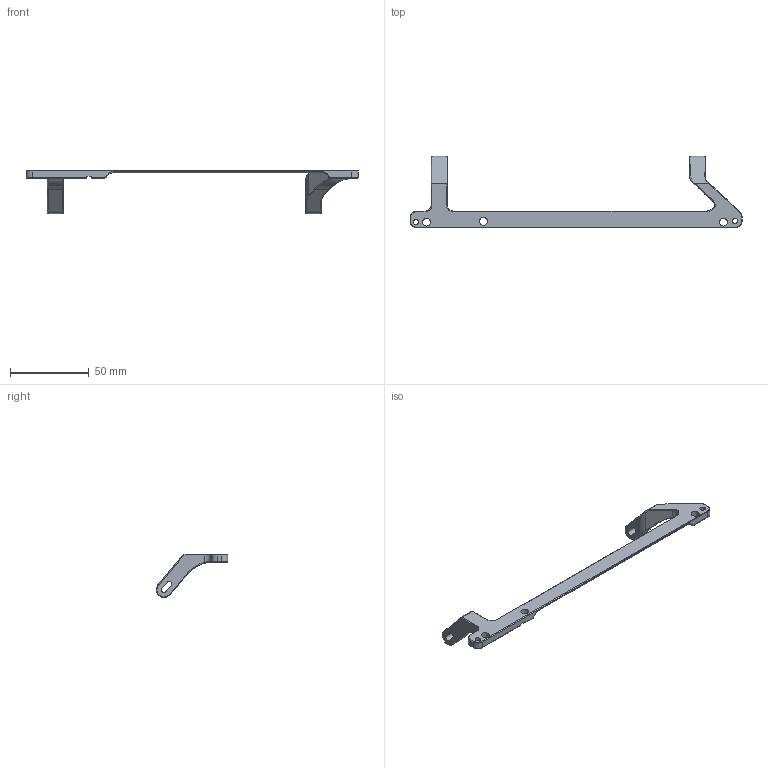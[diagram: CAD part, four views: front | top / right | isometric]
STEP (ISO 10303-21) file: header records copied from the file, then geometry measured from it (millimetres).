
FILE_DESCRIPTION (( 'STEP AP214' ), '1' );
FILE_NAME ('hinge^psu_octopus_spider_and_pi_mount.STEP', '2021-09-04T11:44:38', ( '' ), ( '' ), 'SwSTEP 2.0', 'SolidWorks 2021', '' );
FILE_SCHEMA (( 'AUTOMOTIVE_DESIGN' ));
Length unit declared in the file: millimetre
Products named in the file (1): hinge^psu_octopus_spider_and_pi_mount
Bounding box: 210.25 x 45.4 x 27.45 mm (x, y, z)
Volume: 12554.5 mm3; surface area: 9314 mm2
Topology: 1 solids, 1 shells, 157 faces, 389 edges, 232 vertices
Faces by surface type: cylinder 65, plane 41, bspline 23, torus 17, cone 10, sphere 1
Entity records: 5253 total; most frequent: CARTESIAN_POINT 1613, ORIENTED_EDGE 774, DIRECTION 748, EDGE_CURVE 387, AXIS2_PLACEMENT_3D 289, VERTEX_POINT 232, EDGE_LOOP 171, LINE 170
